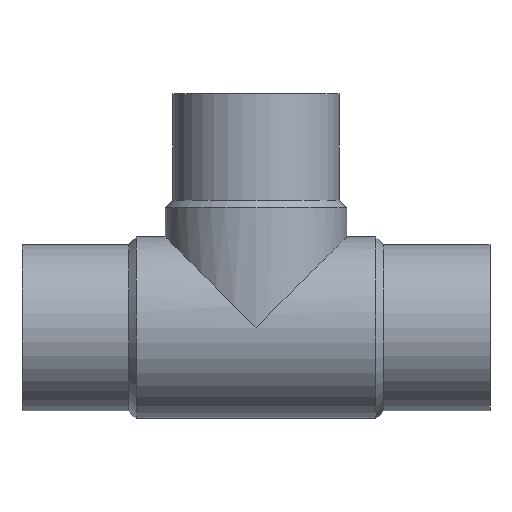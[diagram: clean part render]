
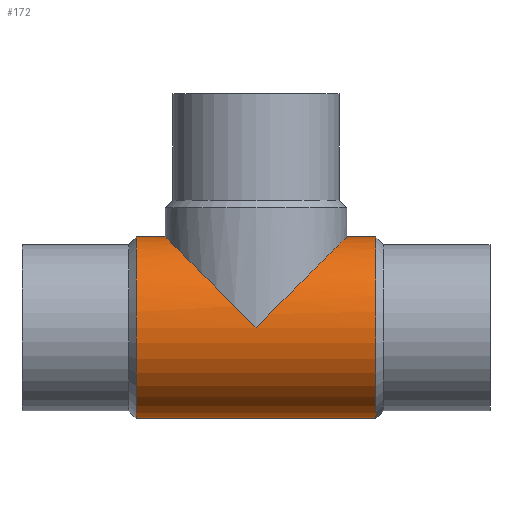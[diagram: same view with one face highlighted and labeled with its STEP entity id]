
A CAD part, top view. The second image highlights one B-rep face of the part: STEP entity #172.
In plain terms, the highlighted cylindrical face has radius 17.45 mm (diameter 34.9 mm), a partial arc.
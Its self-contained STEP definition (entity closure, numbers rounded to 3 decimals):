
#140 = VERTEX_POINT( '', #382 );
#172 = ADVANCED_FACE( '', ( #416 ), #417, .T. );
#194 = EDGE_CURVE( '', #244, #352, #441, .T. );
#210 = EDGE_CURVE( '', #222, #286, #459, .T. );
#222 = VERTEX_POINT( '', #474 );
#244 = VERTEX_POINT( '', #497 );
#286 = VERTEX_POINT( '', #541 );
#294 = EDGE_CURVE( '', #352, #286, #550, .T. );
#308 = EDGE_CURVE( '', #356, #244, #566, .T. );
#310 = EDGE_CURVE( '', #338, #356, #568, .T. );
#320 = EDGE_CURVE( '', #140, #338, #579, .T. );
#334 = EDGE_CURVE( '', #222, #140, #595, .T. );
#338 = VERTEX_POINT( '', #600 );
#352 = VERTEX_POINT( '', #617 );
#356 = VERTEX_POINT( '', #622 );
#382 = CARTESIAN_POINT( '', ( -21.95, -17.45, 0. ) );
#416 = FACE_OUTER_BOUND( '', #690, .T. );
#417 = CYLINDRICAL_SURFACE( '', #691, 17.45 );
#441 = ELLIPSE( '', #724, 24.678, 17.45 );
#459 = CIRCLE( '', #748, 17.45 );
#474 = CARTESIAN_POINT( '', ( -68.05, -17.45, 0. ) );
#497 = CARTESIAN_POINT( '', ( -45., 0., 17.45 ) );
#541 = CARTESIAN_POINT( '', ( -68.05, 17.45, 0. ) );
#550 = LINE( '', #859, #860 );
#566 = ELLIPSE( '', #882, 24.678, 17.45 );
#568 = LINE( '', #885, #886 );
#579 = CIRCLE( '', #902, 17.45 );
#595 = LINE( '', #924, #925 );
#600 = CARTESIAN_POINT( '', ( -21.95, 17.45, 0. ) );
#617 = CARTESIAN_POINT( '', ( -62.45, 17.45, 0. ) );
#622 = CARTESIAN_POINT( '', ( -27.55, 17.45, 0. ) );
#690 = EDGE_LOOP( '', ( #1007, #1008, #1009, #1010, #1011, #1012, #1013 ) );
#691 = AXIS2_PLACEMENT_3D( '', #1014, #1015, #1016 );
#724 = AXIS2_PLACEMENT_3D( '', #1047, #1048, #1049 );
#748 = AXIS2_PLACEMENT_3D( '', #1072, #1073, #1074 );
#859 = CARTESIAN_POINT( '', ( -45., 17.45, 0. ) );
#860 = VECTOR( '', #1168, 1. );
#882 = AXIS2_PLACEMENT_3D( '', #1192, #1193, #1194 );
#885 = CARTESIAN_POINT( '', ( -45., 17.45, 0. ) );
#886 = VECTOR( '', #1195, 1. );
#902 = AXIS2_PLACEMENT_3D( '', #1211, #1212, #1213 );
#924 = CARTESIAN_POINT( '', ( -45., -17.45, 0. ) );
#925 = VECTOR( '', #1236, 1. );
#1007 = ORIENTED_EDGE( '', *, *, #310, .T. );
#1008 = ORIENTED_EDGE( '', *, *, #308, .T. );
#1009 = ORIENTED_EDGE( '', *, *, #194, .T. );
#1010 = ORIENTED_EDGE( '', *, *, #294, .T. );
#1011 = ORIENTED_EDGE( '', *, *, #210, .F. );
#1012 = ORIENTED_EDGE( '', *, *, #334, .T. );
#1013 = ORIENTED_EDGE( '', *, *, #320, .T. );
#1014 = CARTESIAN_POINT( '', ( -45., 0., 0. ) );
#1015 = DIRECTION( '', ( 1., 0., 0. ) );
#1016 = DIRECTION( '', ( 0., 1., 0. ) );
#1047 = CARTESIAN_POINT( '', ( -45., 0., 0. ) );
#1048 = DIRECTION( '', ( -0.707, -0.707, 0. ) );
#1049 = DIRECTION( '', ( 0.707, -0.707, 0. ) );
#1072 = CARTESIAN_POINT( '', ( -68.05, 0., 0. ) );
#1073 = DIRECTION( '', ( -1., 0., 0. ) );
#1074 = DIRECTION( '', ( 0., 1., 0. ) );
#1168 = DIRECTION( '', ( -1., 0., 0. ) );
#1192 = CARTESIAN_POINT( '', ( -45., 0., 0. ) );
#1193 = DIRECTION( '', ( 0.707, -0.707, 0. ) );
#1194 = DIRECTION( '', ( 0.707, 0.707, 0. ) );
#1195 = DIRECTION( '', ( -1., 0., 0. ) );
#1211 = CARTESIAN_POINT( '', ( -21.95, 0., 0. ) );
#1212 = DIRECTION( '', ( -1., 0., 0. ) );
#1213 = DIRECTION( '', ( 0., 1., 0. ) );
#1236 = DIRECTION( '', ( 1., 0., 0. ) );
